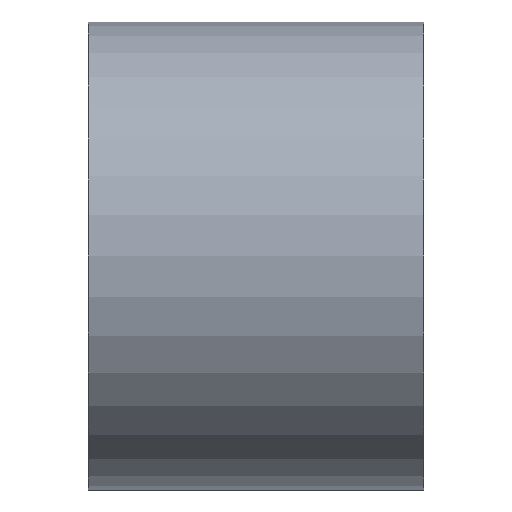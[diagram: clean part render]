
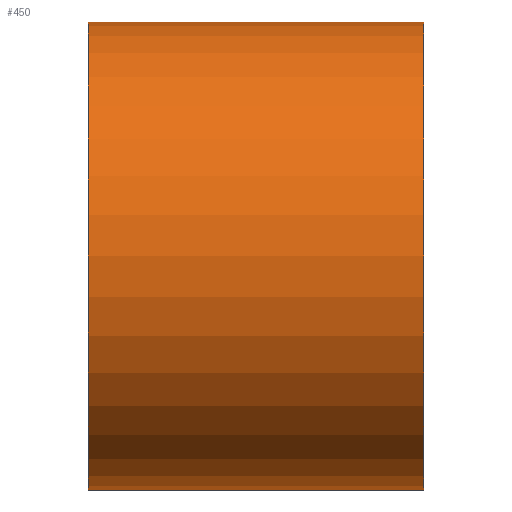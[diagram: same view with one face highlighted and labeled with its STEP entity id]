
A CAD part, left-side view. The second image highlights one B-rep face of the part: STEP entity #450.
In plain terms, the highlighted cylindrical face has radius 12.7 mm (diameter 25.4 mm), a partial arc.
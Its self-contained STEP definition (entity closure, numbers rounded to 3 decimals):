
#2 = CARTESIAN_POINT ( 'NONE',  ( 0., 0., 12.7 ) ) ;
#10 = CARTESIAN_POINT ( 'NONE',  ( 0., 161.376, 12.7 ) ) ;
#11 = EDGE_CURVE ( 'NONE', #561, #106, #464, .T. ) ;
#20 = LINE ( 'NONE', #10, #191 ) ;
#42 = DIRECTION ( 'NONE',  ( 0., 0., 1. ) ) ;
#43 = DIRECTION ( 'NONE',  ( 0., 1., 0. ) ) ;
#57 = VERTEX_POINT ( 'NONE', #135 ) ;
#69 = DIRECTION ( 'NONE',  ( 0., 1., 0. ) ) ;
#71 = CIRCLE ( 'NONE', #223, 12.7 ) ;
#87 = CARTESIAN_POINT ( 'NONE',  ( 0., 18.2, 0. ) ) ;
#106 = VERTEX_POINT ( 'NONE', #2 ) ;
#117 = DIRECTION ( 'NONE',  ( 0., 0., 1. ) ) ;
#122 = VERTEX_POINT ( 'NONE', #419 ) ;
#125 = DIRECTION ( 'NONE',  ( 0., 1., 0. ) ) ;
#126 = DIRECTION ( 'NONE',  ( 0., 1., 0. ) ) ;
#130 = ORIENTED_EDGE ( 'NONE', *, *, #510, .F. ) ;
#135 = CARTESIAN_POINT ( 'NONE',  ( 0., 18.2, 12.7 ) ) ;
#151 = ORIENTED_EDGE ( 'NONE', *, *, #11, .T. ) ;
#188 = EDGE_CURVE ( 'NONE', #106, #57, #20, .T. ) ;
#189 = LINE ( 'NONE', #266, #203 ) ;
#191 = VECTOR ( 'NONE', #584, 1000. ) ;
#201 = AXIS2_PLACEMENT_3D ( 'NONE', #255, #69, #117 ) ;
#203 = VECTOR ( 'NONE', #125, 1000. ) ;
#219 = AXIS2_PLACEMENT_3D ( 'NONE', #226, #126, #42 ) ;
#223 = AXIS2_PLACEMENT_3D ( 'NONE', #87, #43, #370 ) ;
#226 = CARTESIAN_POINT ( 'NONE',  ( 0., 0., 0. ) ) ;
#255 = CARTESIAN_POINT ( 'NONE',  ( 0., 161.376, 0. ) ) ;
#266 = CARTESIAN_POINT ( 'NONE',  ( 0., 161.376, -12.7 ) ) ;
#271 = CARTESIAN_POINT ( 'NONE',  ( 0., 0., -12.7 ) ) ;
#368 = EDGE_LOOP ( 'NONE', ( #452, #151, #531, #130 ) ) ;
#370 = DIRECTION ( 'NONE',  ( 0., 0., 1. ) ) ;
#376 = CYLINDRICAL_SURFACE ( 'NONE', #201, 12.7 ) ;
#419 = CARTESIAN_POINT ( 'NONE',  ( 0., 18.2, -12.7 ) ) ;
#450 = ADVANCED_FACE ( 'NONE', ( #514 ), #376, .T. ) ;
#452 = ORIENTED_EDGE ( 'NONE', *, *, #525, .F. ) ;
#464 = CIRCLE ( 'NONE', #219, 12.7 ) ;
#510 = EDGE_CURVE ( 'NONE', #122, #57, #71, .T. ) ;
#514 = FACE_OUTER_BOUND ( 'NONE', #368, .T. ) ;
#525 = EDGE_CURVE ( 'NONE', #561, #122, #189, .T. ) ;
#531 = ORIENTED_EDGE ( 'NONE', *, *, #188, .T. ) ;
#561 = VERTEX_POINT ( 'NONE', #271 ) ;
#584 = DIRECTION ( 'NONE',  ( 0., 1., 0. ) ) ;
